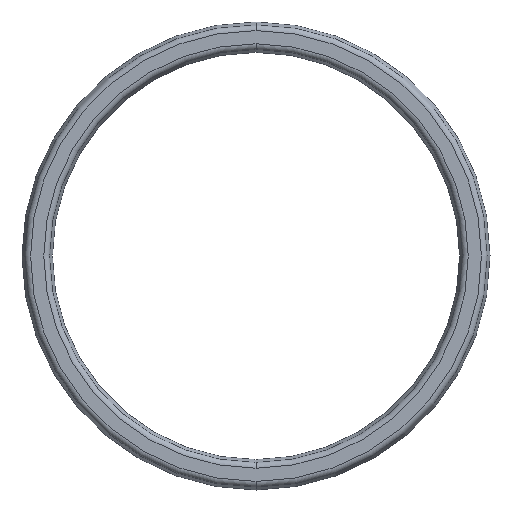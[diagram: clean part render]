
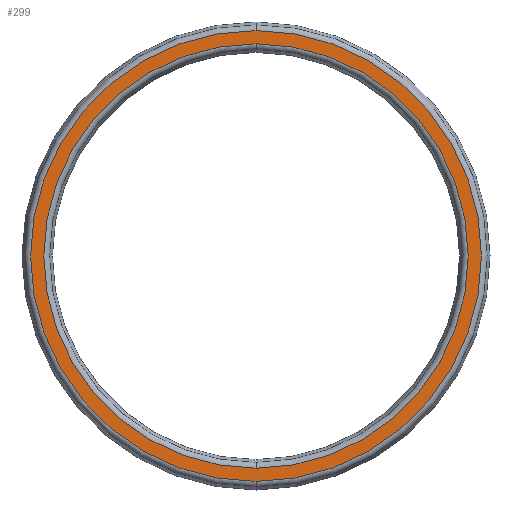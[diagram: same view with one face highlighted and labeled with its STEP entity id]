
A CAD part, front view. The second image highlights one B-rep face of the part: STEP entity #299.
In plain terms, the highlighted planar face has unit normal (0, -1, 0).
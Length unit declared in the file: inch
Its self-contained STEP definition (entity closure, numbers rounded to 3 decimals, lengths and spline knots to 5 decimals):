
#12 = CARTESIAN_POINT ( 'NONE',  ( 2.25, -0.25, -2.31801 ) ) ;
#16 = VERTEX_POINT ( 'NONE', #286 ) ;
#34 = VERTEX_POINT ( 'NONE', #658 ) ;
#47 = EDGE_CURVE ( 'NONE', #16, #34, #417, .T. ) ;
#75 = ORIENTED_EDGE ( 'NONE', *, *, #436, .T. ) ;
#96 = EDGE_CURVE ( 'NONE', #280, #455, #622, .T. ) ;
#98 = EDGE_CURVE ( 'NONE', #34, #16, #199, .T. ) ;
#110 = FACE_BOUND ( 'NONE', #405, .T. ) ;
#113 = DIRECTION ( 'NONE',  ( 0., 0., -1. ) ) ;
#125 = AXIS2_PLACEMENT_3D ( 'NONE', #546, #494, #198 ) ;
#137 = CARTESIAN_POINT ( 'NONE',  ( 2.25, -0.25, 0. ) ) ;
#143 = CARTESIAN_POINT ( 'NONE',  ( 2.25, -0.25, 0. ) ) ;
#163 = PLANE ( 'NONE',  #531 ) ;
#182 = EDGE_LOOP ( 'NONE', ( #210, #75 ) ) ;
#198 = DIRECTION ( 'NONE',  ( 0., 0., -1. ) ) ;
#199 = CIRCLE ( 'NONE', #125, 2.18199 ) ;
#210 = ORIENTED_EDGE ( 'NONE', *, *, #96, .T. ) ;
#222 = ORIENTED_EDGE ( 'NONE', *, *, #98, .T. ) ;
#231 = CARTESIAN_POINT ( 'NONE',  ( 2.25, -0.25, 2.31801 ) ) ;
#252 = DIRECTION ( 'NONE',  ( 0., 0., -1. ) ) ;
#280 = VERTEX_POINT ( 'NONE', #12 ) ;
#286 = CARTESIAN_POINT ( 'NONE',  ( 2.25, -0.25, -2.18199 ) ) ;
#299 = ADVANCED_FACE ( 'NONE', ( #317, #110 ), #163, .T. ) ;
#306 = DIRECTION ( 'NONE',  ( 0., -1., 0. ) ) ;
#317 = FACE_OUTER_BOUND ( 'NONE', #182, .T. ) ;
#341 = AXIS2_PLACEMENT_3D ( 'NONE', #143, #306, #507 ) ;
#350 = CARTESIAN_POINT ( 'NONE',  ( 2.25, -0.25, 0. ) ) ;
#363 = CARTESIAN_POINT ( 'NONE',  ( -0.10938, -0.25, 0. ) ) ;
#405 = EDGE_LOOP ( 'NONE', ( #572, #222 ) ) ;
#417 = CIRCLE ( 'NONE', #539, 2.18199 ) ;
#420 = AXIS2_PLACEMENT_3D ( 'NONE', #137, #422, #490 ) ;
#422 = DIRECTION ( 'NONE',  ( 0., -1., 0. ) ) ;
#436 = EDGE_CURVE ( 'NONE', #455, #280, #521, .T. ) ;
#455 = VERTEX_POINT ( 'NONE', #231 ) ;
#490 = DIRECTION ( 'NONE',  ( 0., 0., -1. ) ) ;
#494 = DIRECTION ( 'NONE',  ( 0., 1., 0. ) ) ;
#507 = DIRECTION ( 'NONE',  ( 0., 0., -1. ) ) ;
#521 = CIRCLE ( 'NONE', #420, 2.31801 ) ;
#531 = AXIS2_PLACEMENT_3D ( 'NONE', #363, #621, #113 ) ;
#539 = AXIS2_PLACEMENT_3D ( 'NONE', #350, #603, #252 ) ;
#546 = CARTESIAN_POINT ( 'NONE',  ( 2.25, -0.25, 0. ) ) ;
#572 = ORIENTED_EDGE ( 'NONE', *, *, #47, .T. ) ;
#603 = DIRECTION ( 'NONE',  ( 0., 1., 0. ) ) ;
#621 = DIRECTION ( 'NONE',  ( 0., -1., 0. ) ) ;
#622 = CIRCLE ( 'NONE', #341, 2.31801 ) ;
#658 = CARTESIAN_POINT ( 'NONE',  ( 2.25, -0.25, 2.18199 ) ) ;
